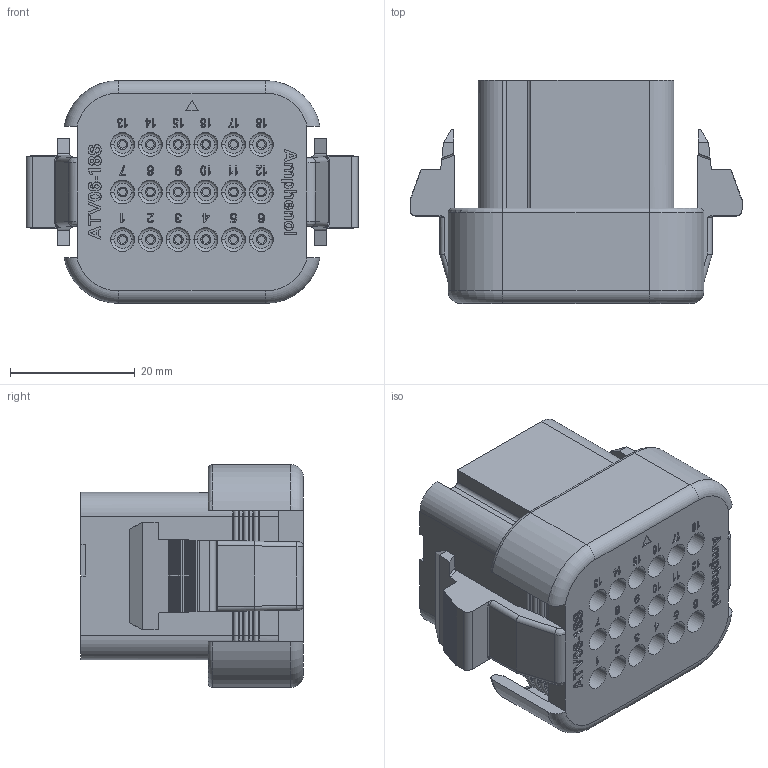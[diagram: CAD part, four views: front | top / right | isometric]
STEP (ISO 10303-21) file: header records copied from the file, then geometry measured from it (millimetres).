
FILE_DESCRIPTION((''),'2;1');
FILE_NAME('PL000594-XXX','2018-05-25T',('sullen.zhang'),(''),'PRO/ENGINEER BY PARAMETRIC TECHNOLOGY CORPORATION, 2013230','PRO/ENGINEER BY PARAMETRIC TECHNOLOGY CORPORATION, 2013230','');
FILE_SCHEMA(('CONFIG_CONTROL_DESIGN'));
Length unit declared in the file: millimetre
Products named in the file (1): PL000594-XXX
Bounding box: 53.2 x 35.7 x 35.7 mm (x, y, z)
Volume: 33753.3 mm3; surface area: 12562 mm2
Topology: 1 solids, 1 shells, 1514 faces, 4059 edges, 2682 vertices
Faces by surface type: plane 579, extrusion 547, cylinder 248, torus 128, bspline 8, cone 4
Entity records: 49898 total; most frequent: CARTESIAN_POINT 13991, ORIENTED_EDGE 8118, DIRECTION 5827, EDGE_CURVE 4059, VERTEX_POINT 2682, VECTOR 2675, LINE 2128, B_SPLINE_CURVE_WITH_KNOTS 1861
